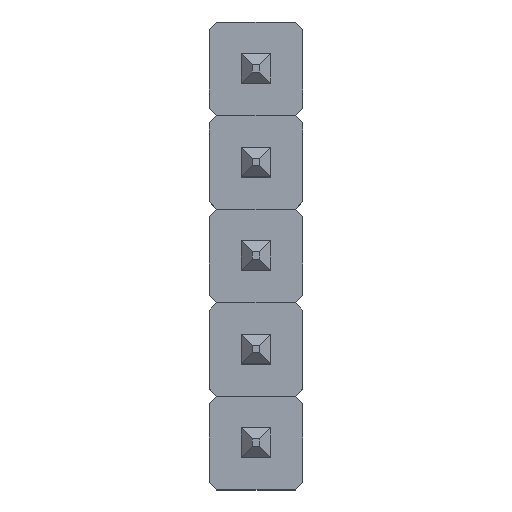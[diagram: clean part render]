
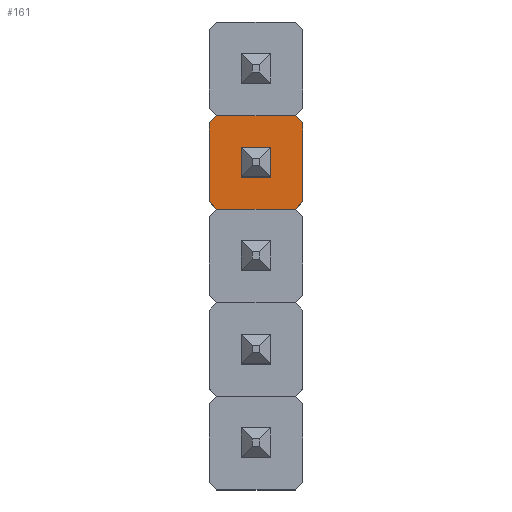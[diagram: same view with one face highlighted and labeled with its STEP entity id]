
A CAD part, top view. The second image highlights one B-rep face of the part: STEP entity #161.
In plain terms, the highlighted planar face has unit normal (0, 0, 1).
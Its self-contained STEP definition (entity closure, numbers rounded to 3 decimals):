
#161=ADVANCED_FACE('',(#285,#286),#287,.T.);
#285=FACE_OUTER_BOUND('',#385,.T.);
#286=FACE_BOUND('',#386,.T.);
#287=PLANE('',#387);
#385=EDGE_LOOP('',(#595,#596,#597,#598,#599,#600,#601,#602));
#386=EDGE_LOOP('',(#603,#604,#605,#606));
#387=AXIS2_PLACEMENT_3D('',#607,#608,#609);
#595=ORIENTED_EDGE('',*,*,#727,.T.);
#596=ORIENTED_EDGE('',*,*,#659,.T.);
#597=ORIENTED_EDGE('',*,*,#728,.T.);
#598=ORIENTED_EDGE('',*,*,#654,.T.);
#599=ORIENTED_EDGE('',*,*,#729,.T.);
#600=ORIENTED_EDGE('',*,*,#649,.T.);
#601=ORIENTED_EDGE('',*,*,#730,.T.);
#602=ORIENTED_EDGE('',*,*,#644,.T.);
#603=ORIENTED_EDGE('',*,*,#704,.T.);
#604=ORIENTED_EDGE('',*,*,#706,.T.);
#605=ORIENTED_EDGE('',*,*,#698,.T.);
#606=ORIENTED_EDGE('',*,*,#701,.T.);
#607=CARTESIAN_POINT('',(22.46,-1.27,15.139));
#608=DIRECTION('',(0.0,0.0,1.0));
#609=DIRECTION('',(1.0,0.0,0.0));
#644=EDGE_CURVE('',#736,#737,#738,.F.);
#649=EDGE_CURVE('',#745,#746,#747,.F.);
#654=EDGE_CURVE('',#754,#755,#756,.F.);
#659=EDGE_CURVE('',#763,#764,#765,.F.);
#698=EDGE_CURVE('',#820,#822,#824,.T.);
#701=EDGE_CURVE('',#822,#826,#828,.T.);
#704=EDGE_CURVE('',#826,#830,#832,.T.);
#706=EDGE_CURVE('',#830,#820,#834,.T.);
#727=EDGE_CURVE('',#737,#763,#859,.T.);
#728=EDGE_CURVE('',#764,#754,#860,.T.);
#729=EDGE_CURVE('',#755,#745,#861,.T.);
#730=EDGE_CURVE('',#746,#736,#862,.T.);
#736=VERTEX_POINT('',#868);
#737=VERTEX_POINT('',#869);
#738=LINE('',#870,#871);
#745=VERTEX_POINT('',#881);
#746=VERTEX_POINT('',#882);
#747=LINE('',#883,#884);
#754=VERTEX_POINT('',#894);
#755=VERTEX_POINT('',#895);
#756=LINE('',#896,#897);
#763=VERTEX_POINT('',#907);
#764=VERTEX_POINT('',#908);
#765=LINE('',#909,#910);
#820=VERTEX_POINT('',#992);
#822=VERTEX_POINT('',#995);
#824=LINE('',#998,#999);
#826=VERTEX_POINT('',#1001);
#828=LINE('',#1004,#1005);
#830=VERTEX_POINT('',#1007);
#832=LINE('',#1010,#1011);
#834=LINE('',#1013,#1014);
#859=LINE('',#1051,#1052);
#860=LINE('',#1053,#1054);
#861=LINE('',#1055,#1056);
#862=LINE('',#1057,#1058);
#868=CARTESIAN_POINT('',(25.0,1.07,15.139));
#869=CARTESIAN_POINT('',(24.8,1.27,15.139));
#870=CARTESIAN_POINT('',(24.9,1.17,15.139));
#871=VECTOR('',#1063,1.0);
#881=CARTESIAN_POINT('',(24.8,-1.27,15.139));
#882=CARTESIAN_POINT('',(25.0,-1.07,15.139));
#883=CARTESIAN_POINT('',(23.63,-2.44,15.139));
#884=VECTOR('',#1067,1.0);
#894=CARTESIAN_POINT('',(22.46,-1.07,15.139));
#895=CARTESIAN_POINT('',(22.66,-1.27,15.139));
#896=CARTESIAN_POINT('',(22.56,-1.17,15.139));
#897=VECTOR('',#1071,1.0);
#907=CARTESIAN_POINT('',(22.66,1.27,15.139));
#908=CARTESIAN_POINT('',(22.46,1.07,15.139));
#909=CARTESIAN_POINT('',(21.29,-0.1,15.139));
#910=VECTOR('',#1075,1.0);
#992=CARTESIAN_POINT('',(23.33,0.4,15.139));
#995=CARTESIAN_POINT('',(24.13,0.4,15.139));
#998=CARTESIAN_POINT('',(22.46,0.4,15.139));
#999=VECTOR('',#1105,1.0);
#1001=CARTESIAN_POINT('',(24.13,-0.4,15.139));
#1004=CARTESIAN_POINT('',(24.13,-1.27,15.139));
#1005=VECTOR('',#1107,1.0);
#1007=CARTESIAN_POINT('',(23.33,-0.4,15.139));
#1010=CARTESIAN_POINT('',(22.46,-0.4,15.139));
#1011=VECTOR('',#1109,1.0);
#1013=CARTESIAN_POINT('',(23.33,-1.27,15.139));
#1014=VECTOR('',#1110,1.0);
#1051=CARTESIAN_POINT('',(25.0,1.27,15.139));
#1052=VECTOR('',#1123,1.0);
#1053=CARTESIAN_POINT('',(22.46,1.27,15.139));
#1054=VECTOR('',#1124,1.0);
#1055=CARTESIAN_POINT('',(22.46,-1.27,15.139));
#1056=VECTOR('',#1125,1.0);
#1057=CARTESIAN_POINT('',(25.0,-1.27,15.139));
#1058=VECTOR('',#1126,1.0);
#1063=DIRECTION('',(0.707,-0.707,0.0));
#1067=DIRECTION('',(-0.707,-0.707,0.0));
#1071=DIRECTION('',(-0.707,0.707,0.0));
#1075=DIRECTION('',(0.707,0.707,0.0));
#1105=DIRECTION('',(1.0,0.0,0.0));
#1107=DIRECTION('',(0.0,-1.0,0.0));
#1109=DIRECTION('',(-1.0,0.0,0.0));
#1110=DIRECTION('',(0.0,1.0,0.0));
#1123=DIRECTION('',(-1.0,0.0,0.0));
#1124=DIRECTION('',(0.0,-1.0,0.0));
#1125=DIRECTION('',(1.0,0.0,0.0));
#1126=DIRECTION('',(0.0,1.0,0.0));
